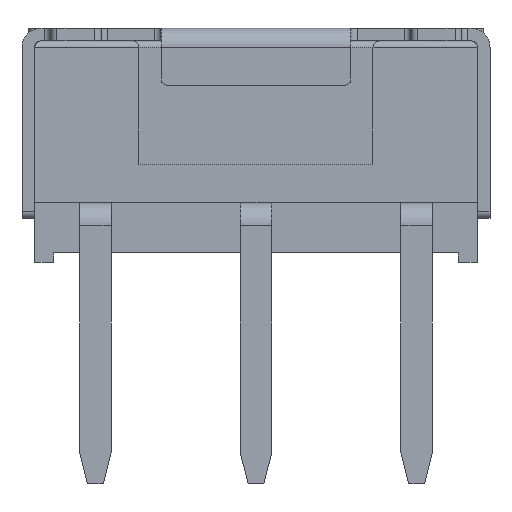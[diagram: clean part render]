
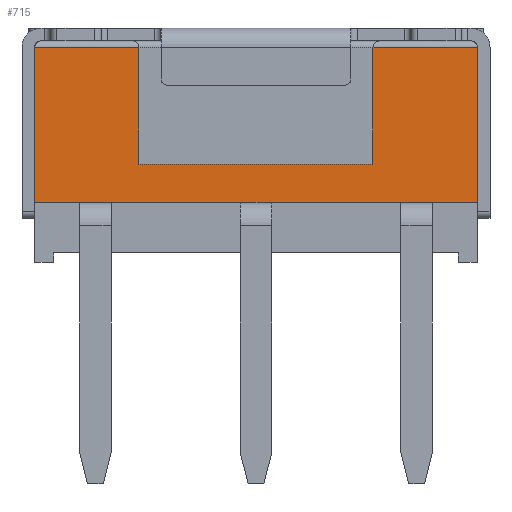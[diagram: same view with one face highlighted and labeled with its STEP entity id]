
A CAD part, left-side view. The second image highlights one B-rep face of the part: STEP entity #715.
In plain terms, the highlighted planar face has unit normal (-1, 0, 0).
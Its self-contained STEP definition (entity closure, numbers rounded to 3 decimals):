
#715 = ADVANCED_FACE( '', ( #1775 ), #1776, .F. );
#1775 = FACE_OUTER_BOUND( '', #3443, .T. );
#1776 = PLANE( '', #3444 );
#3443 = EDGE_LOOP( '', ( #5941, #5942, #5943, #5944, #5945, #5946, #5947, #5948 ) );
#3444 = AXIS2_PLACEMENT_3D( '', #5949, #5950, #5951 );
#5941 = ORIENTED_EDGE( '', *, *, #10068, .F. );
#5942 = ORIENTED_EDGE( '', *, *, #9655, .T. );
#5943 = ORIENTED_EDGE( '', *, *, #10069, .T. );
#5944 = ORIENTED_EDGE( '', *, *, #10070, .F. );
#5945 = ORIENTED_EDGE( '', *, *, #10071, .F. );
#5946 = ORIENTED_EDGE( '', *, *, #10072, .T. );
#5947 = ORIENTED_EDGE( '', *, *, #10073, .T. );
#5948 = ORIENTED_EDGE( '', *, *, #10074, .F. );
#5949 = CARTESIAN_POINT( '', ( -3.7, -3.5, 3.65 ) );
#5950 = DIRECTION( '', ( 1., 0., 0. ) );
#5951 = DIRECTION( '', ( 0., 0., -1. ) );
#9655 = EDGE_CURVE( '', #11526, #11531, #11533, .T. );
#10068 = EDGE_CURVE( '', #11526, #12237, #12238, .T. );
#10069 = EDGE_CURVE( '', #11531, #12239, #12240, .T. );
#10070 = EDGE_CURVE( '', #12241, #12239, #12242, .T. );
#10071 = EDGE_CURVE( '', #12243, #12241, #12244, .T. );
#10072 = EDGE_CURVE( '', #12243, #12245, #12246, .T. );
#10073 = EDGE_CURVE( '', #12245, #12247, #12248, .T. );
#10074 = EDGE_CURVE( '', #12237, #12247, #12249, .T. );
#11526 = VERTEX_POINT( '', #14322 );
#11531 = VERTEX_POINT( '', #14328 );
#11533 = LINE( '', #14330, #14331 );
#12237 = VERTEX_POINT( '', #15406 );
#12238 = LINE( '', #15407, #15408 );
#12239 = VERTEX_POINT( '', #15409 );
#12240 = LINE( '', #15410, #15411 );
#12241 = VERTEX_POINT( '', #15412 );
#12242 = LINE( '', #15413, #15414 );
#12243 = VERTEX_POINT( '', #15415 );
#12244 = LINE( '', #15416, #15417 );
#12245 = VERTEX_POINT( '', #15418 );
#12246 = LINE( '', #15419, #15420 );
#12247 = VERTEX_POINT( '', #15421 );
#12248 = LINE( '', #15422, #15423 );
#12249 = LINE( '', #15424, #15425 );
#14322 = CARTESIAN_POINT( '', ( -3.7, 1.85, 3.55 ) );
#14328 = CARTESIAN_POINT( '', ( -3.7, 3.5, 3.55 ) );
#14330 = CARTESIAN_POINT( '', ( -3.7, -3.5, 3.55 ) );
#14331 = VECTOR( '', #18250, 1000. );
#15406 = CARTESIAN_POINT( '', ( -3.7, 1.85, 1.7 ) );
#15407 = CARTESIAN_POINT( '', ( -3.7, 1.85, 12.688 ) );
#15408 = VECTOR( '', #18721, 1000. );
#15409 = CARTESIAN_POINT( '', ( -3.7, 3.5, 1.1 ) );
#15410 = CARTESIAN_POINT( '', ( -3.7, 3.5, 3.65 ) );
#15411 = VECTOR( '', #18722, 1000. );
#15412 = CARTESIAN_POINT( '', ( -3.7, -3.5, 1.1 ) );
#15413 = CARTESIAN_POINT( '', ( -3.7, -10.723, 1.1 ) );
#15414 = VECTOR( '', #18723, 1000. );
#15415 = CARTESIAN_POINT( '', ( -3.7, -3.5, 3.55 ) );
#15416 = CARTESIAN_POINT( '', ( -3.7, -3.5, 3.65 ) );
#15417 = VECTOR( '', #18724, 1000. );
#15418 = CARTESIAN_POINT( '', ( -3.7, -1.85, 3.55 ) );
#15419 = CARTESIAN_POINT( '', ( -3.7, -3.5, 3.55 ) );
#15420 = VECTOR( '', #18725, 1000. );
#15421 = CARTESIAN_POINT( '', ( -3.7, -1.85, 1.7 ) );
#15422 = CARTESIAN_POINT( '', ( -3.7, -1.85, 12.688 ) );
#15423 = VECTOR( '', #18726, 1000. );
#15424 = CARTESIAN_POINT( '', ( -3.7, 1.85, 1.7 ) );
#15425 = VECTOR( '', #18727, 1000. );
#18250 = DIRECTION( '', ( 0., 1., 0. ) );
#18721 = DIRECTION( '', ( 0., 0., -1. ) );
#18722 = DIRECTION( '', ( 0., 0., -1. ) );
#18723 = DIRECTION( '', ( 0., 1., 0. ) );
#18724 = DIRECTION( '', ( 0., 0., -1. ) );
#18725 = DIRECTION( '', ( 0., 1., 0. ) );
#18726 = DIRECTION( '', ( 0., 0., -1. ) );
#18727 = DIRECTION( '', ( 0., -1., 0. ) );
